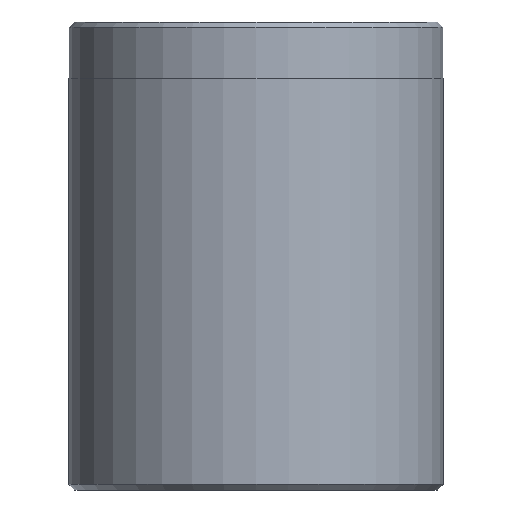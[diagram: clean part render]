
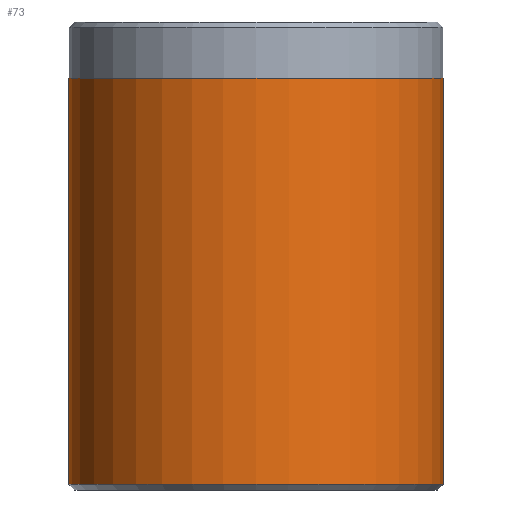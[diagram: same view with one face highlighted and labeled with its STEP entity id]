
A CAD part, front view. The second image highlights one B-rep face of the part: STEP entity #73.
In plain terms, the highlighted cylindrical face has radius 10 mm (diameter 20 mm), a partial arc.
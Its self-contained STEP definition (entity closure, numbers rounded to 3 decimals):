
#2 = EDGE_LOOP ( 'NONE', ( #658, #607, #1735, #1242 ) ) ;
#63 = VERTEX_POINT ( 'NONE', #238 ) ;
#73 = ADVANCED_FACE ( 'NONE', ( #1052 ), #159, .T. ) ;
#145 = VECTOR ( 'NONE', #664, 1000. ) ;
#159 = CYLINDRICAL_SURFACE ( 'NONE', #1515, 10. ) ;
#238 = CARTESIAN_POINT ( 'NONE',  ( -10., 0., 0.3 ) ) ;
#252 = CARTESIAN_POINT ( 'NONE',  ( 0., 0., 25. ) ) ;
#269 = DIRECTION ( 'NONE',  ( -1., 0., 0. ) ) ;
#283 = EDGE_CURVE ( 'NONE', #63, #1402, #360, .T. ) ;
#346 = CIRCLE ( 'NONE', #1698, 10. ) ;
#360 = CIRCLE ( 'NONE', #844, 10. ) ;
#415 = DIRECTION ( 'NONE',  ( 0., 0., -1. ) ) ;
#607 = ORIENTED_EDGE ( 'NONE', *, *, #1524, .F. ) ;
#653 = CARTESIAN_POINT ( 'NONE',  ( -10., 0., 25. ) ) ;
#658 = ORIENTED_EDGE ( 'NONE', *, *, #1858, .F. ) ;
#664 = DIRECTION ( 'NONE',  ( 0., 0., -1. ) ) ;
#803 = EDGE_CURVE ( 'NONE', #873, #63, #1365, .T. ) ;
#837 = CARTESIAN_POINT ( 'NONE',  ( 10., 0., 25. ) ) ;
#844 = AXIS2_PLACEMENT_3D ( 'NONE', #1244, #1181, #1166 ) ;
#845 = DIRECTION ( 'NONE',  ( 0., 0., -1. ) ) ;
#873 = VERTEX_POINT ( 'NONE', #1143 ) ;
#1052 = FACE_OUTER_BOUND ( 'NONE', #2, .T. ) ;
#1053 = VERTEX_POINT ( 'NONE', #1059 ) ;
#1059 = CARTESIAN_POINT ( 'NONE',  ( 10., 0., 22. ) ) ;
#1075 = VECTOR ( 'NONE', #845, 1000. ) ;
#1143 = CARTESIAN_POINT ( 'NONE',  ( -10., 0., 22. ) ) ;
#1166 = DIRECTION ( 'NONE',  ( 1., 0., 0. ) ) ;
#1181 = DIRECTION ( 'NONE',  ( 0., 0., 1. ) ) ;
#1242 = ORIENTED_EDGE ( 'NONE', *, *, #283, .T. ) ;
#1244 = CARTESIAN_POINT ( 'NONE',  ( 0., 0., 0.3 ) ) ;
#1365 = LINE ( 'NONE', #653, #145 ) ;
#1402 = VERTEX_POINT ( 'NONE', #1737 ) ;
#1515 = AXIS2_PLACEMENT_3D ( 'NONE', #252, #415, #269 ) ;
#1524 = EDGE_CURVE ( 'NONE', #873, #1053, #346, .T. ) ;
#1698 = AXIS2_PLACEMENT_3D ( 'NONE', #1799, #1791, #1777 ) ;
#1735 = ORIENTED_EDGE ( 'NONE', *, *, #803, .T. ) ;
#1737 = CARTESIAN_POINT ( 'NONE',  ( 10., 0., 0.3 ) ) ;
#1777 = DIRECTION ( 'NONE',  ( 1., 0., 0. ) ) ;
#1791 = DIRECTION ( 'NONE',  ( 0., 0., 1. ) ) ;
#1799 = CARTESIAN_POINT ( 'NONE',  ( 0., 0., 22. ) ) ;
#1858 = EDGE_CURVE ( 'NONE', #1053, #1402, #1874, .T. ) ;
#1874 = LINE ( 'NONE', #837, #1075 ) ;
